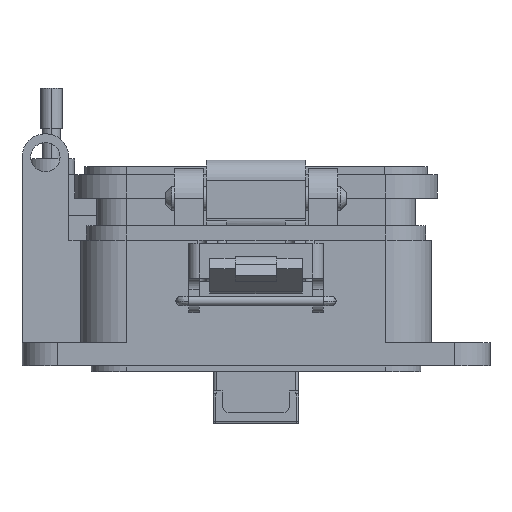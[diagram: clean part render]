
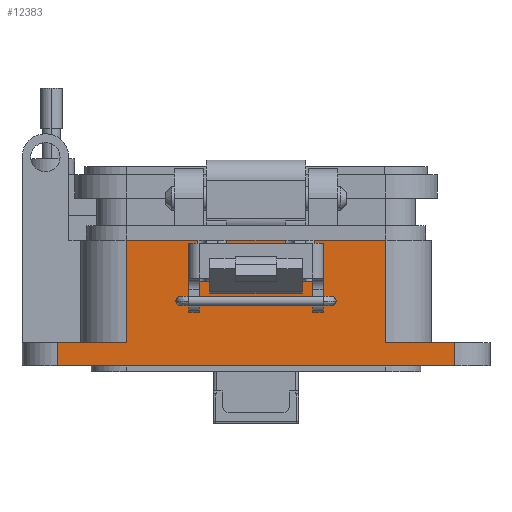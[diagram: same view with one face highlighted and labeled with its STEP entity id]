
A CAD part, front view. The second image highlights one B-rep face of the part: STEP entity #12383.
In plain terms, the highlighted planar face has unit normal (0, -1, 0).
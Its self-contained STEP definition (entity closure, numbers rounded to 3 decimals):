
#47 = VECTOR ( 'NONE', #46304, 1000. ) ;
#135 = CARTESIAN_POINT ( 'NONE',  ( 34.243, -15.056, -39.279 ) ) ;
#232 = LINE ( 'NONE', #12345, #46335 ) ;
#1052 = EDGE_CURVE ( 'NONE', #48348, #16246, #15389, .T. ) ;
#1233 = CARTESIAN_POINT ( 'NONE',  ( 10.071, -15.056, -21.654 ) ) ;
#1370 = DIRECTION ( 'NONE',  ( 0., 0., -1. ) ) ;
#1385 = VECTOR ( 'NONE', #11278, 1000. ) ;
#1707 = EDGE_CURVE ( 'NONE', #34589, #16857, #38494, .T. ) ;
#3453 = CARTESIAN_POINT ( 'NONE',  ( 10.071, -15.056, -28.704 ) ) ;
#3737 = EDGE_CURVE ( 'NONE', #18308, #28186, #16888, .T. ) ;
#4000 = ORIENTED_EDGE ( 'NONE', *, *, #38050, .T. ) ;
#5010 = DIRECTION ( 'NONE',  ( -1., 0., 0. ) ) ;
#5250 = LINE ( 'NONE', #28741, #39783 ) ;
#5595 = CARTESIAN_POINT ( 'NONE',  ( 22.358, -15.056, -21.654 ) ) ;
#7000 = CARTESIAN_POINT ( 'NONE',  ( 34.243, -15.056, -43.307 ) ) ;
#7247 = EDGE_CURVE ( 'NONE', #42902, #40765, #36909, .T. ) ;
#7612 = ORIENTED_EDGE ( 'NONE', *, *, #3737, .T. ) ;
#7673 = VECTOR ( 'NONE', #41100, 1000. ) ;
#8725 = CARTESIAN_POINT ( 'NONE',  ( -10.071, -15.056, -21.654 ) ) ;
#9296 = DIRECTION ( 'NONE',  ( -1., 0., 0. ) ) ;
#9656 = VERTEX_POINT ( 'NONE', #8725 ) ;
#10756 = CARTESIAN_POINT ( 'NONE',  ( 34.243, -15.056, -43.307 ) ) ;
#10888 = EDGE_LOOP ( 'NONE', ( #27600, #38097, #28193, #21267, #7612, #13183, #46784, #45162, #4000, #27425, #22473, #37343, #41311, #10898, #32895, #45238 ) ) ;
#10898 = ORIENTED_EDGE ( 'NONE', *, *, #49004, .F. ) ;
#11224 = CARTESIAN_POINT ( 'NONE',  ( 10.071, -15.056, -21.654 ) ) ;
#11278 = DIRECTION ( 'NONE',  ( -1., 0., 0. ) ) ;
#11346 = CARTESIAN_POINT ( 'NONE',  ( 22.358, -15.056, -21.654 ) ) ;
#11731 = DIRECTION ( 'NONE',  ( -1., 0., 0. ) ) ;
#12345 = CARTESIAN_POINT ( 'NONE',  ( 10.071, -15.056, -21.654 ) ) ;
#12383 = ADVANCED_FACE ( 'NONE', ( #13677 ), #40188, .T. ) ;
#12495 = CARTESIAN_POINT ( 'NONE',  ( -5.036, -15.056, -28.704 ) ) ;
#13183 = ORIENTED_EDGE ( 'NONE', *, *, #18549, .T. ) ;
#13416 = DIRECTION ( 'NONE',  ( 1., 0., 0. ) ) ;
#13590 = DIRECTION ( 'NONE',  ( 0., 0., 1. ) ) ;
#13677 = FACE_OUTER_BOUND ( 'NONE', #10888, .T. ) ;
#13684 = AXIS2_PLACEMENT_3D ( 'NONE', #40431, #21509, #13416 ) ;
#14802 = CARTESIAN_POINT ( 'NONE',  ( -5.036, -15.056, -21.654 ) ) ;
#15389 = LINE ( 'NONE', #45927, #44554 ) ;
#15526 = LINE ( 'NONE', #11224, #47 ) ;
#16246 = VERTEX_POINT ( 'NONE', #18545 ) ;
#16857 = VERTEX_POINT ( 'NONE', #25192 ) ;
#16888 = LINE ( 'NONE', #1233, #25349 ) ;
#16896 = DIRECTION ( 'NONE',  ( 0., 0., 1. ) ) ;
#17377 = CARTESIAN_POINT ( 'NONE',  ( 5.036, -15.056, -21.654 ) ) ;
#17953 = CARTESIAN_POINT ( 'NONE',  ( 22.358, -15.056, -39.279 ) ) ;
#18240 = CARTESIAN_POINT ( 'NONE',  ( -10.071, -15.056, -28.704 ) ) ;
#18308 = VERTEX_POINT ( 'NONE', #23922 ) ;
#18351 = VECTOR ( 'NONE', #22419, 1000. ) ;
#18545 = CARTESIAN_POINT ( 'NONE',  ( -34.243, -15.056, -43.307 ) ) ;
#18549 = EDGE_CURVE ( 'NONE', #28186, #35131, #39999, .T. ) ;
#20970 = DIRECTION ( 'NONE',  ( -1., 0., 0. ) ) ;
#21256 = EDGE_CURVE ( 'NONE', #35131, #36802, #5250, .T. ) ;
#21267 = ORIENTED_EDGE ( 'NONE', *, *, #40873, .T. ) ;
#21509 = DIRECTION ( 'NONE',  ( 0., -1., 0. ) ) ;
#22360 = CARTESIAN_POINT ( 'NONE',  ( -22.358, -15.056, -21.654 ) ) ;
#22419 = DIRECTION ( 'NONE',  ( 0., 0., -1. ) ) ;
#22473 = ORIENTED_EDGE ( 'NONE', *, *, #33693, .T. ) ;
#22827 = CARTESIAN_POINT ( 'NONE',  ( 10.071, -15.056, -28.704 ) ) ;
#23331 = EDGE_CURVE ( 'NONE', #16246, #28135, #44629, .T. ) ;
#23774 = VERTEX_POINT ( 'NONE', #26833 ) ;
#23922 = CARTESIAN_POINT ( 'NONE',  ( 5.036, -15.056, -21.654 ) ) ;
#24723 = CARTESIAN_POINT ( 'NONE',  ( -22.358, -15.056, -21.654 ) ) ;
#25134 = VECTOR ( 'NONE', #11731, 1000. ) ;
#25192 = CARTESIAN_POINT ( 'NONE',  ( -22.358, -15.056, -39.279 ) ) ;
#25349 = VECTOR ( 'NONE', #9296, 1000. ) ;
#25726 = LINE ( 'NONE', #33813, #42063 ) ;
#26711 = DIRECTION ( 'NONE',  ( -1., 0., 0. ) ) ;
#26833 = CARTESIAN_POINT ( 'NONE',  ( 5.036, -15.056, -28.704 ) ) ;
#27425 = ORIENTED_EDGE ( 'NONE', *, *, #1707, .T. ) ;
#27600 = ORIENTED_EDGE ( 'NONE', *, *, #37949, .T. ) ;
#28135 = VERTEX_POINT ( 'NONE', #10756 ) ;
#28186 = VERTEX_POINT ( 'NONE', #14802 ) ;
#28193 = ORIENTED_EDGE ( 'NONE', *, *, #48907, .T. ) ;
#28277 = LINE ( 'NONE', #47923, #36682 ) ;
#28584 = DIRECTION ( 'NONE',  ( 0., 0., 1. ) ) ;
#28741 = CARTESIAN_POINT ( 'NONE',  ( 10.071, -15.056, -28.704 ) ) ;
#28998 = DIRECTION ( 'NONE',  ( -1., 0., 0. ) ) ;
#30111 = VECTOR ( 'NONE', #30706, 1000. ) ;
#30407 = VECTOR ( 'NONE', #28584, 1000. ) ;
#30706 = DIRECTION ( 'NONE',  ( 0., 0., -1. ) ) ;
#30818 = VECTOR ( 'NONE', #1370, 1000. ) ;
#30958 = LINE ( 'NONE', #46310, #25134 ) ;
#31631 = EDGE_CURVE ( 'NONE', #33409, #46741, #15526, .T. ) ;
#31632 = CARTESIAN_POINT ( 'NONE',  ( -34.243, -15.056, -39.279 ) ) ;
#31896 = VECTOR ( 'NONE', #20970, 1000. ) ;
#32700 = CARTESIAN_POINT ( 'NONE',  ( -5.036, -15.056, -21.654 ) ) ;
#32895 = ORIENTED_EDGE ( 'NONE', *, *, #34127, .T. ) ;
#33409 = VERTEX_POINT ( 'NONE', #46702 ) ;
#33557 = CARTESIAN_POINT ( 'NONE',  ( 0., -15.056, -43.307 ) ) ;
#33658 = VECTOR ( 'NONE', #13590, 1000. ) ;
#33693 = EDGE_CURVE ( 'NONE', #16857, #48348, #25726, .T. ) ;
#33805 = LINE ( 'NONE', #7000, #18351 ) ;
#33813 = CARTESIAN_POINT ( 'NONE',  ( 10.071, -15.056, -39.279 ) ) ;
#34127 = EDGE_CURVE ( 'NONE', #42305, #42902, #30958, .T. ) ;
#34589 = VERTEX_POINT ( 'NONE', #24723 ) ;
#35131 = VERTEX_POINT ( 'NONE', #12495 ) ;
#36682 = VECTOR ( 'NONE', #16896, 1000. ) ;
#36802 = VERTEX_POINT ( 'NONE', #18240 ) ;
#36909 = LINE ( 'NONE', #5595, #30407 ) ;
#37343 = ORIENTED_EDGE ( 'NONE', *, *, #1052, .T. ) ;
#37949 = EDGE_CURVE ( 'NONE', #40765, #33409, #46489, .T. ) ;
#38050 = EDGE_CURVE ( 'NONE', #9656, #34589, #232, .T. ) ;
#38097 = ORIENTED_EDGE ( 'NONE', *, *, #31631, .T. ) ;
#38494 = LINE ( 'NONE', #22360, #30111 ) ;
#39783 = VECTOR ( 'NONE', #28998, 1000. ) ;
#39999 = LINE ( 'NONE', #32700, #30818 ) ;
#40188 = PLANE ( 'NONE',  #13684 ) ;
#40346 = LINE ( 'NONE', #17377, #33658 ) ;
#40431 = CARTESIAN_POINT ( 'NONE',  ( 10.071, -15.056, -21.654 ) ) ;
#40646 = CARTESIAN_POINT ( 'NONE',  ( 10.071, -15.056, -21.654 ) ) ;
#40765 = VERTEX_POINT ( 'NONE', #11346 ) ;
#40873 = EDGE_CURVE ( 'NONE', #23774, #18308, #40346, .T. ) ;
#41100 = DIRECTION ( 'NONE',  ( 1., 0., 0. ) ) ;
#41311 = ORIENTED_EDGE ( 'NONE', *, *, #23331, .T. ) ;
#42063 = VECTOR ( 'NONE', #26711, 1000. ) ;
#42305 = VERTEX_POINT ( 'NONE', #135 ) ;
#42902 = VERTEX_POINT ( 'NONE', #17953 ) ;
#44411 = EDGE_CURVE ( 'NONE', #36802, #9656, #28277, .T. ) ;
#44554 = VECTOR ( 'NONE', #49736, 1000. ) ;
#44629 = LINE ( 'NONE', #33557, #7673 ) ;
#45162 = ORIENTED_EDGE ( 'NONE', *, *, #44411, .T. ) ;
#45238 = ORIENTED_EDGE ( 'NONE', *, *, #7247, .T. ) ;
#45927 = CARTESIAN_POINT ( 'NONE',  ( -34.243, -15.056, -21.654 ) ) ;
#46304 = DIRECTION ( 'NONE',  ( 0., 0., -1. ) ) ;
#46310 = CARTESIAN_POINT ( 'NONE',  ( 10.071, -15.056, -39.279 ) ) ;
#46335 = VECTOR ( 'NONE', #5010, 1000. ) ;
#46489 = LINE ( 'NONE', #40646, #31896 ) ;
#46702 = CARTESIAN_POINT ( 'NONE',  ( 10.071, -15.056, -21.654 ) ) ;
#46741 = VERTEX_POINT ( 'NONE', #22827 ) ;
#46784 = ORIENTED_EDGE ( 'NONE', *, *, #21256, .T. ) ;
#47923 = CARTESIAN_POINT ( 'NONE',  ( -10.071, -15.056, -21.654 ) ) ;
#48348 = VERTEX_POINT ( 'NONE', #31632 ) ;
#48907 = EDGE_CURVE ( 'NONE', #46741, #23774, #49181, .T. ) ;
#49004 = EDGE_CURVE ( 'NONE', #42305, #28135, #33805, .T. ) ;
#49181 = LINE ( 'NONE', #3453, #1385 ) ;
#49736 = DIRECTION ( 'NONE',  ( 0., 0., -1. ) ) ;
